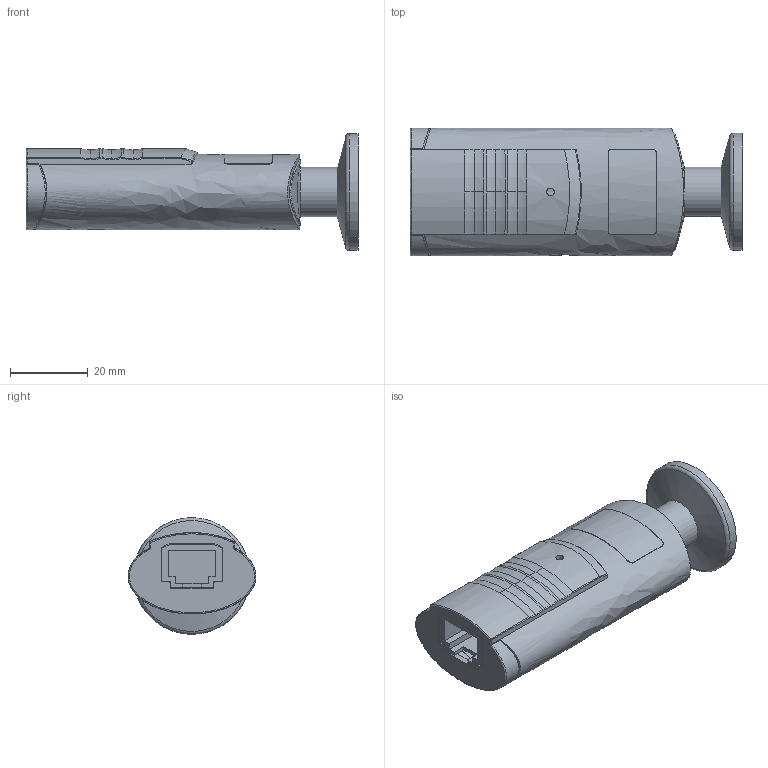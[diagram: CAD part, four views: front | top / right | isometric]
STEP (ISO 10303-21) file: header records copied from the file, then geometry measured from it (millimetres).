
FILE_DESCRIPTION((''),'2;1');
FILE_NAME('350-060.stp','2011-05-11T11:50:34',('bem'),(''),'Autodesk Inventor 2011','Autodesk Inventor 2011','');
FILE_SCHEMA(('CONFIG_CONTROL_DESIGN'));
Length unit declared in the file: millimetre
Products named in the file (1): 350-060
Bounding box: 85.3 x 32.8 x 30 mm (x, y, z)
Volume: 14323.4 mm3; surface area: 19072.4 mm2
Topology: 3 solids, 3 shells, 398 faces, 1130 edges, 733 vertices
Faces by surface type: plane 210, cylinder 89, bspline 79, cone 13, sphere 4, torus 3
Full cylindrical faces by diameter (mm): 0.9 x8, 1.4 x2, 1.5 x1, 1.7 x1, 2 x1, 2.6 x1, 2.8 x2, 5 x1, 6 x2, 9 x1, 10.5 x1, 12.7 x1, 14 x1, 17.2 x1, 30 x1
Entity records: 15073 total; most frequent: CARTESIAN_POINT 5554, ORIENTED_EDGE 2168, DIRECTION 1616, EDGE_CURVE 1084, VERTEX_POINT 721, VECTOR 598, LINE 598, AXIS2_PLACEMENT_3D 509
